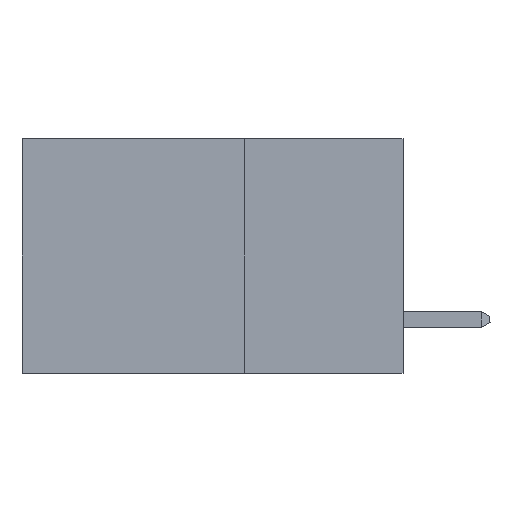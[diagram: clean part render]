
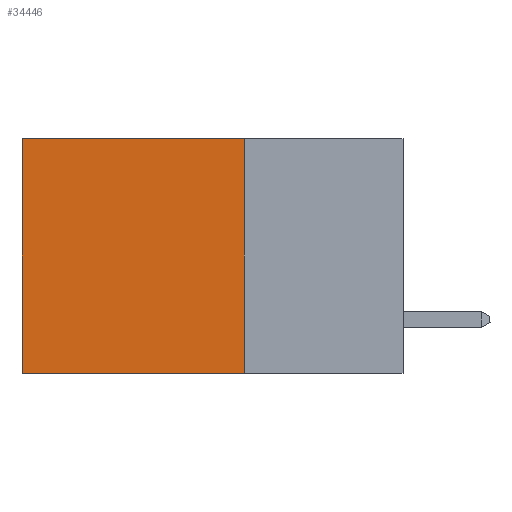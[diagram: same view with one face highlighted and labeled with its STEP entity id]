
A CAD part, left-side view. The second image highlights one B-rep face of the part: STEP entity #34446.
In plain terms, the highlighted planar face has unit normal (-1, 0, 0).
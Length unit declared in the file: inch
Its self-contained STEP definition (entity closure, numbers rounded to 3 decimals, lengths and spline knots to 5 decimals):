
#198 = EDGE_LOOP ( 'NONE', ( #37177, #2174, #7899, #39188 ) ) ;
#2174 = ORIENTED_EDGE ( 'NONE', *, *, #16234, .F. ) ;
#2268 = CARTESIAN_POINT ( 'NONE',  ( 0.2875, 0.25, -0.37 ) ) ;
#3258 = VERTEX_POINT ( 'NONE', #32901 ) ;
#7170 = FACE_OUTER_BOUND ( 'NONE', #198, .T. ) ;
#7899 = ORIENTED_EDGE ( 'NONE', *, *, #42331, .F. ) ;
#8108 = CARTESIAN_POINT ( 'NONE',  ( 0.2875, 0.25, 0. ) ) ;
#9479 = LINE ( 'NONE', #37739, #24841 ) ;
#11733 = DIRECTION ( 'NONE',  ( 0., 0., -1. ) ) ;
#12354 = VECTOR ( 'NONE', #11733, 39.37008 ) ;
#14303 = CARTESIAN_POINT ( 'NONE',  ( 0.2875, 0.25, 0. ) ) ;
#14660 = CARTESIAN_POINT ( 'NONE',  ( 0.2875, 0.25, -0.37 ) ) ;
#16234 = EDGE_CURVE ( 'NONE', #40748, #20378, #47834, .T. ) ;
#20378 = VERTEX_POINT ( 'NONE', #32481 ) ;
#21374 = EDGE_CURVE ( 'NONE', #3258, #31270, #30486, .T. ) ;
#21568 = DIRECTION ( 'NONE',  ( 0., 1., 0. ) ) ;
#21596 = PLANE ( 'NONE',  #28076 ) ;
#22397 = LINE ( 'NONE', #8108, #12354 ) ;
#22866 = VECTOR ( 'NONE', #21568, 39.37008 ) ;
#24841 = VECTOR ( 'NONE', #45391, 39.37008 ) ;
#26019 = CARTESIAN_POINT ( 'NONE',  ( 0.2875, 0.25, 0. ) ) ;
#26083 = DIRECTION ( 'NONE',  ( 0., 1., 0. ) ) ;
#28076 = AXIS2_PLACEMENT_3D ( 'NONE', #14303, #40756, #36427 ) ;
#28467 = CARTESIAN_POINT ( 'NONE',  ( 0.2875, 0.6, 0. ) ) ;
#30486 = LINE ( 'NONE', #26019, #22866 ) ;
#31270 = VERTEX_POINT ( 'NONE', #28467 ) ;
#32481 = CARTESIAN_POINT ( 'NONE',  ( 0.2875, 0.6, -0.37 ) ) ;
#32901 = CARTESIAN_POINT ( 'NONE',  ( 0.2875, 0.25, 0. ) ) ;
#34446 = ADVANCED_FACE ( 'NONE', ( #7170 ), #21596, .F. ) ;
#34620 = EDGE_CURVE ( 'NONE', #31270, #20378, #9479, .T. ) ;
#36427 = DIRECTION ( 'NONE',  ( 0., 0., -1. ) ) ;
#37177 = ORIENTED_EDGE ( 'NONE', *, *, #34620, .T. ) ;
#37726 = VECTOR ( 'NONE', #26083, 39.37008 ) ;
#37739 = CARTESIAN_POINT ( 'NONE',  ( 0.2875, 0.6, 0. ) ) ;
#39188 = ORIENTED_EDGE ( 'NONE', *, *, #21374, .T. ) ;
#40748 = VERTEX_POINT ( 'NONE', #2268 ) ;
#40756 = DIRECTION ( 'NONE',  ( 1., 0., 0. ) ) ;
#42331 = EDGE_CURVE ( 'NONE', #3258, #40748, #22397, .T. ) ;
#45391 = DIRECTION ( 'NONE',  ( 0., 0., -1. ) ) ;
#47834 = LINE ( 'NONE', #14660, #37726 ) ;
